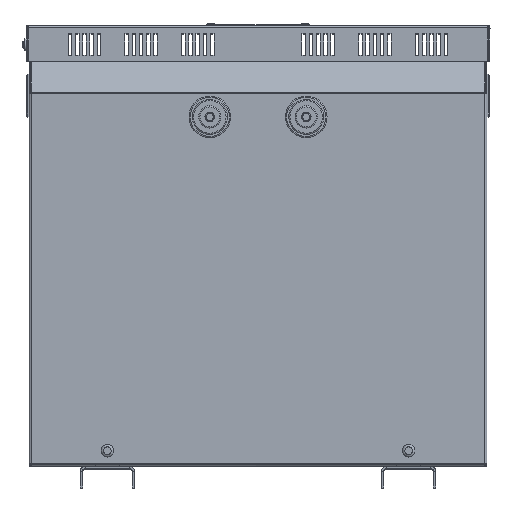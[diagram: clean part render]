
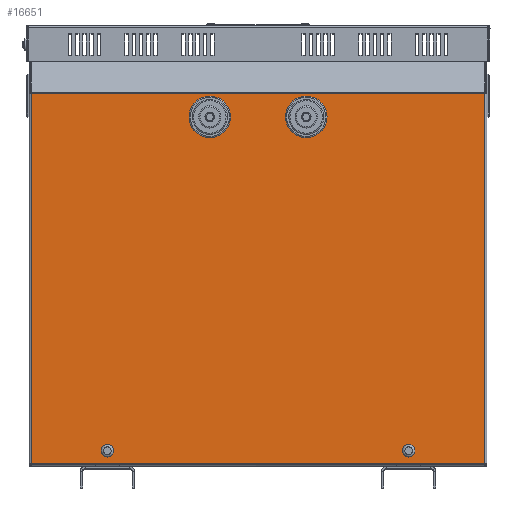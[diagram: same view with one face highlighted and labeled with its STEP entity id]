
A CAD part, top view. The second image highlights one B-rep face of the part: STEP entity #16651.
In plain terms, the highlighted planar face has unit normal (0, 0, 1).
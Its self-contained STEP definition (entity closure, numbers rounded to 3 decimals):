
#306=LINE('',#24000,#2153);
#356=LINE('',#24242,#2203);
#357=LINE('',#24247,#2204);
#358=LINE('',#24249,#2205);
#2153=VECTOR('',#19265,10.);
#2203=VECTOR('',#19375,10.);
#2204=VECTOR('',#19382,10.);
#2205=VECTOR('',#19385,10.);
#3906=PLANE('',#17668);
#4758=FACE_BOUND('',#6150,.T.);
#4759=FACE_BOUND('',#6151,.T.);
#4760=FACE_BOUND('',#6152,.T.);
#4761=FACE_BOUND('',#6153,.T.);
#5172=FACE_OUTER_BOUND('',#6149,.T.);
#6149=EDGE_LOOP('',(#12025,#12026,#12027,#12028));
#6150=EDGE_LOOP('',(#12029));
#6151=EDGE_LOOP('',(#12030));
#6152=EDGE_LOOP('',(#12031));
#6153=EDGE_LOOP('',(#12032));
#7308=CIRCLE('',#17565,3.);
#7312=CIRCLE('',#17571,3.);
#7314=CIRCLE('',#17574,14.5);
#7316=CIRCLE('',#17577,14.5);
#7743=VERTEX_POINT('',#23581);
#7747=VERTEX_POINT('',#23591);
#7749=VERTEX_POINT('',#23596);
#7751=VERTEX_POINT('',#23601);
#7837=VERTEX_POINT('',#23991);
#7838=VERTEX_POINT('',#23999);
#7871=VERTEX_POINT('',#24241);
#7872=VERTEX_POINT('',#24245);
#9291=EDGE_CURVE('',#7743,#7743,#7308,.T.);
#9295=EDGE_CURVE('',#7747,#7747,#7312,.T.);
#9297=EDGE_CURVE('',#7749,#7749,#7314,.T.);
#9299=EDGE_CURVE('',#7751,#7751,#7316,.T.);
#9431=EDGE_CURVE('',#7838,#7837,#306,.T.);
#9495=EDGE_CURVE('',#7871,#7838,#356,.T.);
#9498=EDGE_CURVE('',#7837,#7872,#357,.T.);
#9499=EDGE_CURVE('',#7872,#7871,#358,.T.);
#12025=ORIENTED_EDGE('',*,*,#9431,.T.);
#12026=ORIENTED_EDGE('',*,*,#9498,.T.);
#12027=ORIENTED_EDGE('',*,*,#9499,.T.);
#12028=ORIENTED_EDGE('',*,*,#9495,.T.);
#12029=ORIENTED_EDGE('',*,*,#9291,.T.);
#12030=ORIENTED_EDGE('',*,*,#9295,.T.);
#12031=ORIENTED_EDGE('',*,*,#9297,.T.);
#12032=ORIENTED_EDGE('',*,*,#9299,.T.);
#16651=ADVANCED_FACE('',(#5172,#4758,#4759,#4760,#4761),#3906,.T.);
#17565=AXIS2_PLACEMENT_3D('',#23582,#19015,#19016);
#17571=AXIS2_PLACEMENT_3D('',#23592,#19027,#19028);
#17574=AXIS2_PLACEMENT_3D('',#23597,#19033,#19034);
#17577=AXIS2_PLACEMENT_3D('',#23602,#19039,#19040);
#17668=AXIS2_PLACEMENT_3D('',#24248,#19383,#19384);
#19015=DIRECTION('center_axis',(0.,0.,-1.));
#19016=DIRECTION('ref_axis',(-1.,0.,0.));
#19027=DIRECTION('center_axis',(0.,0.,-1.));
#19028=DIRECTION('ref_axis',(-1.,0.,0.));
#19033=DIRECTION('center_axis',(0.,0.,-1.));
#19034=DIRECTION('ref_axis',(-1.,0.,0.));
#19039=DIRECTION('center_axis',(0.,0.,-1.));
#19040=DIRECTION('ref_axis',(-1.,0.,0.));
#19265=DIRECTION('',(1.,0.,0.));
#19375=DIRECTION('',(0.,-1.,0.));
#19382=DIRECTION('',(0.,1.,0.));
#19383=DIRECTION('center_axis',(0.,0.,1.));
#19384=DIRECTION('ref_axis',(1.,0.,0.));
#19385=DIRECTION('',(-1.,0.,0.));
#23581=CARTESIAN_POINT('',(318.,13.,1.));
#23582=CARTESIAN_POINT('Origin',(315.,13.,1.));
#23591=CARTESIAN_POINT('',(68.,13.,1.));
#23592=CARTESIAN_POINT('Origin',(65.,13.,1.));
#23596=CARTESIAN_POINT('',(244.5,290.,1.));
#23597=CARTESIAN_POINT('Origin',(230.,290.,1.));
#23601=CARTESIAN_POINT('',(164.5,290.,1.));
#23602=CARTESIAN_POINT('Origin',(150.,290.,1.));
#23991=CARTESIAN_POINT('',(378.,2.,1.));
#23999=CARTESIAN_POINT('',(2.,2.,1.));
#24000=CARTESIAN_POINT('',(96.,2.,1.));
#24241=CARTESIAN_POINT('',(2.,309.464,1.));
#24242=CARTESIAN_POINT('',(2.,232.5,1.));
#24245=CARTESIAN_POINT('',(378.,309.464,1.));
#24247=CARTESIAN_POINT('',(378.,77.5,1.));
#24248=CARTESIAN_POINT('Origin',(190.,155.,1.));
#24249=CARTESIAN_POINT('',(284.,309.464,1.));
